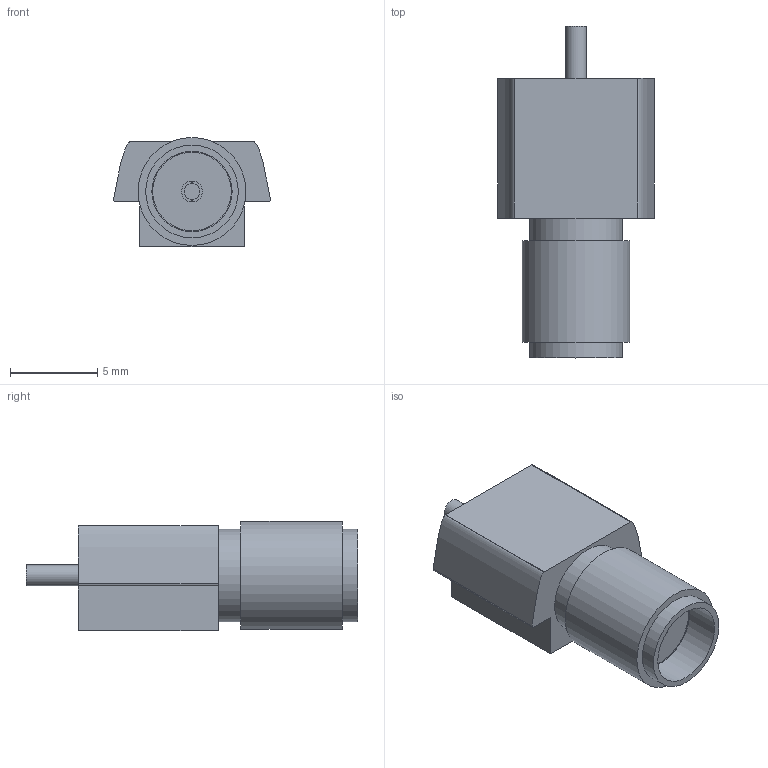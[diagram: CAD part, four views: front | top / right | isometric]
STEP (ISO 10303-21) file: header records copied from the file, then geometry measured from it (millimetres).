
FILE_DESCRIPTION(('FreeCAD Model'),'2;1');
FILE_NAME('FT-004B.step', '2018-02-28T15:37:59',('kicad StepUp'),('ksu MCAD'), 'Open CASCADE STEP processor 7.1','FreeCAD','Unknown');
FILE_SCHEMA(('AUTOMOTIVE_DESIGN_CC2 { 1 2 10303 214 -1 1 5 4 }'));
Length unit declared in the file: millimetre
Products named in the file (1): FT-004B
Bounding box: 8.98 x 19 x 6.24 mm (x, y, z)
Volume: 539.2 mm3; surface area: 547.9 mm2
Topology: 1 solids, 1 shells, 40 faces, 88 edges, 58 vertices
Faces by surface type: plane 20, cylinder 18, extrusion 2
Full cylindrical faces by diameter (mm): 1.2 x1, 4.5 x1, 4.6 x1, 5.3 x2, 6.18 x1
Entity records: 1613 total; most frequent: CARTESIAN_POINT 387, DIRECTION 212, ORIENTED_EDGE 176, EDGE_CURVE 88, AXIS2_PLACEMENT_3D 83, VERTEX_POINT 58, FACE_BOUND 48, EDGE_LOOP 48
